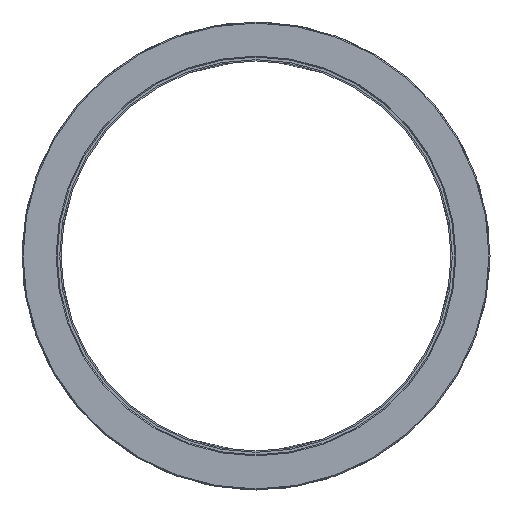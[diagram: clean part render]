
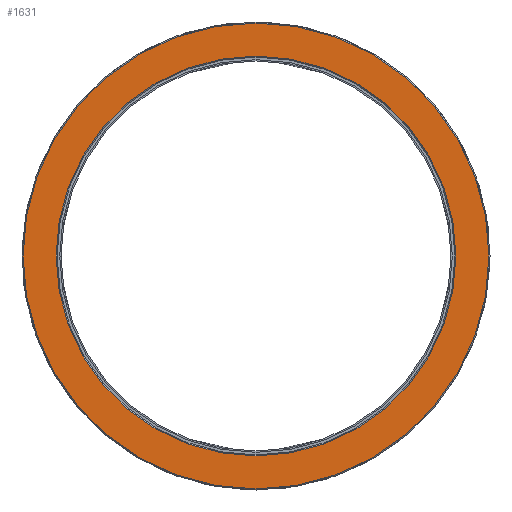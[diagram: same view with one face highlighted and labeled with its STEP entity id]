
A CAD part, left-side view. The second image highlights one B-rep face of the part: STEP entity #1631.
In plain terms, the highlighted face is planar.
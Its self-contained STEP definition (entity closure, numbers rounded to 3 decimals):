
#26 = DIRECTION ( 'NONE',  ( 0., -1., 0. ) ) ;
#62 = EDGE_LOOP ( 'NONE', ( #3279, #2457 ) ) ;
#147 = CARTESIAN_POINT ( 'NONE',  ( 0., 0., 0. ) ) ;
#151 = CARTESIAN_POINT ( 'NONE',  ( -76.5, 0., 0. ) ) ;
#224 = CIRCLE ( 'NONE', #2500, 76.9 ) ;
#236 = EDGE_CURVE ( 'NONE', #2956, #1729, #901, .T. ) ;
#392 = DIRECTION ( 'NONE',  ( 0., 0., -1. ) ) ;
#399 = DIRECTION ( 'NONE',  ( 0., 0., -1. ) ) ;
#572 = FACE_OUTER_BOUND ( 'NONE', #62, .T. ) ;
#713 = EDGE_CURVE ( 'NONE', #2297, #3401, #3477, .T. ) ;
#901 = CIRCLE ( 'NONE', #3218, 89.6 ) ;
#1073 = ORIENTED_EDGE ( 'NONE', *, *, #713, .T. ) ;
#1098 = AXIS2_PLACEMENT_3D ( 'NONE', #147, #2037, #392 ) ;
#1184 = PLANE ( 'NONE',  #2389 ) ;
#1215 = CARTESIAN_POINT ( 'NONE',  ( 0., 0., -76.9 ) ) ;
#1340 = DIRECTION ( 'NONE',  ( 0., 0., -1. ) ) ;
#1379 = DIRECTION ( 'NONE',  ( 0., 1., 0. ) ) ;
#1410 = EDGE_CURVE ( 'NONE', #3401, #2297, #224, .T. ) ;
#1463 = DIRECTION ( 'NONE',  ( 0., -1., 0. ) ) ;
#1496 = ORIENTED_EDGE ( 'NONE', *, *, #1410, .T. ) ;
#1631 = ADVANCED_FACE ( 'NONE', ( #3464, #572 ), #1184, .T. ) ;
#1668 = DIRECTION ( 'NONE',  ( 0., 0., -1. ) ) ;
#1729 = VERTEX_POINT ( 'NONE', #2068 ) ;
#2037 = DIRECTION ( 'NONE',  ( 0., -1., 0. ) ) ;
#2068 = CARTESIAN_POINT ( 'NONE',  ( 0., 0., -89.6 ) ) ;
#2198 = CARTESIAN_POINT ( 'NONE',  ( 0., 0., 89.6 ) ) ;
#2297 = VERTEX_POINT ( 'NONE', #3318 ) ;
#2389 = AXIS2_PLACEMENT_3D ( 'NONE', #151, #1463, #399 ) ;
#2427 = CIRCLE ( 'NONE', #1098, 89.6 ) ;
#2457 = ORIENTED_EDGE ( 'NONE', *, *, #3381, .T. ) ;
#2500 = AXIS2_PLACEMENT_3D ( 'NONE', #3085, #1379, #3361 ) ;
#2577 = EDGE_LOOP ( 'NONE', ( #1496, #1073 ) ) ;
#2761 = CARTESIAN_POINT ( 'NONE',  ( 0., 0., 0. ) ) ;
#2830 = AXIS2_PLACEMENT_3D ( 'NONE', #3064, #3331, #1668 ) ;
#2956 = VERTEX_POINT ( 'NONE', #2198 ) ;
#3064 = CARTESIAN_POINT ( 'NONE',  ( 0., 0., 0. ) ) ;
#3085 = CARTESIAN_POINT ( 'NONE',  ( 0., 0., 0. ) ) ;
#3218 = AXIS2_PLACEMENT_3D ( 'NONE', #2761, #26, #1340 ) ;
#3279 = ORIENTED_EDGE ( 'NONE', *, *, #236, .T. ) ;
#3318 = CARTESIAN_POINT ( 'NONE',  ( 0., 0., 76.9 ) ) ;
#3331 = DIRECTION ( 'NONE',  ( 0., 1., 0. ) ) ;
#3361 = DIRECTION ( 'NONE',  ( 0., 0., -1. ) ) ;
#3381 = EDGE_CURVE ( 'NONE', #1729, #2956, #2427, .T. ) ;
#3401 = VERTEX_POINT ( 'NONE', #1215 ) ;
#3464 = FACE_BOUND ( 'NONE', #2577, .T. ) ;
#3477 = CIRCLE ( 'NONE', #2830, 76.9 ) ;
